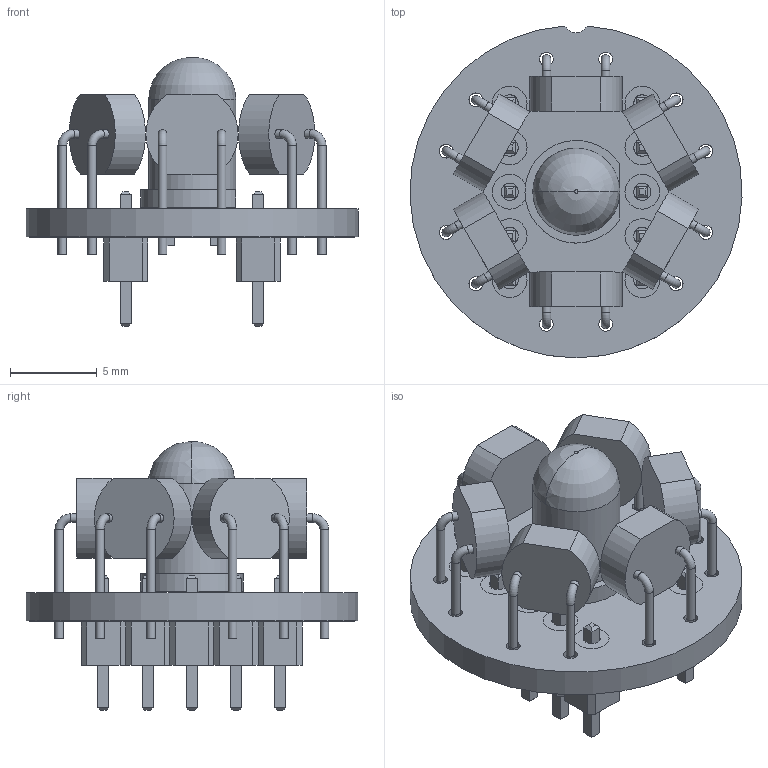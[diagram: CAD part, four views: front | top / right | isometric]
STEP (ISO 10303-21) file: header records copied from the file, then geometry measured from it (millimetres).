
FILE_DESCRIPTION(('FreeCAD Model'),'2;1');
FILE_NAME('#200-000-A - Photomodule [LDRs].step','2019-12-29T12:03:13',('kkk'),(''), 'Open CASCADE STEP processor 7.3','FreeCAD','Unknown');
FILE_SCHEMA(('AUTOMOTIVE_DESIGN { 1 0 10303 214 1 1 1 1 }'));
Length unit declared in the file: millimetre
Products named in the file (74): #200-000-A_-_Photomodule_[LDRs]; _210_000_A___Photomodule__LDRs__cp072; _210_000_A___Photomodule__LDRs__cp; _210_000_A___Photomodule__LDRs__cp001; _210_000_A___Photomodule__LDRs__cp002; _210_000_A___Photomodule__LDRs__cp003; _210_000_A___Photomodule__LDRs__cp004; _210_000_A___Photomodule__LDRs__cp005; _210_000_A___Photomodule__LDRs__cp006; _210_000_A___Photomodule__LDRs__cp007; _210_000_A___Photomodule__LDRs__cp008; _210_000_A___Photomodule__LDRs__cp009; _210_000_A___Photomodule__LDRs__cp010; _210_000_A___Photomodule__LDRs__cp011; _210_000_A___Photomodule__LDRs__cp012; _210_000_A___Photomodule__LDRs__cp013; _210_000_A___Photomodule__LDRs__cp014; _210_000_A___Photomodule__LDRs__cp015; _210_000_A___Photomodule__LDRs__cp016; _210_000_A___Photomodule__LDRs__cp017; _210_000_A___Photomodule__LDRs__cp018; _210_000_A___Photomodule__LDRs__cp019; _210_000_A___Photomodule__LDRs__cp020; _210_000_A___Photomodule__LDRs__cp021; _210_000_A___Photomodule__LDRs__cp022; _210_000_A___Photomodule__LDRs__cp023; _210_000_A___Photomodule__LDRs__cp024; _210_000_A___Photomodule__LDRs__cp025; _210_000_A___Photomodule__LDRs__cp026; _210_000_A___Photomodule__LDRs__cp027; _210_000_A___Photomodule__LDRs__cp028; _210_000_A___Photomodule__LDRs__cp029; _210_000_A___Photomodule__LDRs__cp030; _210_000_A___Photomodule__LDRs__cp031; _210_000_A___Photomodule__LDRs__cp032; _210_000_A___Photomodule__LDRs__cp033; _210_000_A___Photomodule__LDRs__cp034; _210_000_A___Photomodule__LDRs__cp035; _210_000_A___Photomodule__LDRs__cp036; _210_000_A___Photomodule__LDRs__cp037 ...
Assembly tree (73 placements, depth 3):
  #200-000-A_-_Photomodule_[LDRs]
    _210_000_A___Photomodule__LDRs__cp072
      _210_000_A___Photomodule__LDRs__cp
      _210_000_A___Photomodule__LDRs__cp001
      _210_000_A___Photomodule__LDRs__cp002
      _210_000_A___Photomodule__LDRs__cp003
      _210_000_A___Photomodule__LDRs__cp004
      _210_000_A___Photomodule__LDRs__cp005
      _210_000_A___Photomodule__LDRs__cp006
      _210_000_A___Photomodule__LDRs__cp007
      _210_000_A___Photomodule__LDRs__cp008
      _210_000_A___Photomodule__LDRs__cp009
      _210_000_A___Photomodule__LDRs__cp010
      _210_000_A___Photomodule__LDRs__cp011
      _210_000_A___Photomodule__LDRs__cp012
      _210_000_A___Photomodule__LDRs__cp013
      _210_000_A___Photomodule__LDRs__cp014
      _210_000_A___Photomodule__LDRs__cp015
      _210_000_A___Photomodule__LDRs__cp016
      _210_000_A___Photomodule__LDRs__cp017
      _210_000_A___Photomodule__LDRs__cp018
      _210_000_A___Photomodule__LDRs__cp019
      _210_000_A___Photomodule__LDRs__cp020
      _210_000_A___Photomodule__LDRs__cp021
      _210_000_A___Photomodule__LDRs__cp022
      _210_000_A___Photomodule__LDRs__cp023
      _210_000_A___Photomodule__LDRs__cp024
      _210_000_A___Photomodule__LDRs__cp025
      _210_000_A___Photomodule__LDRs__cp026
      _210_000_A___Photomodule__LDRs__cp027
      _210_000_A___Photomodule__LDRs__cp028
      _210_000_A___Photomodule__LDRs__cp029
      _210_000_A___Photomodule__LDRs__cp030
      _210_000_A___Photomodule__LDRs__cp031
      _210_000_A___Photomodule__LDRs__cp032
      _210_000_A___Photomodule__LDRs__cp033
      _210_000_A___Photomodule__LDRs__cp034
      _210_000_A___Photomodule__LDRs__cp035
      _210_000_A___Photomodule__LDRs__cp036
      _210_000_A___Photomodule__LDRs__cp037
      _210_000_A___Photomodule__LDRs__cp038
      _210_000_A___Photomodule__LDRs__cp039
      _210_000_A___Photomodule__LDRs__cp040
      _210_000_A___Photomodule__LDRs__cp041
      _210_000_A___Photomodule__LDRs__cp042
      _210_000_A___Photomodule__LDRs__cp043
      _210_000_A___Photomodule__LDRs__cp044
      _210_000_A___Photomodule__LDRs__cp045
      _210_000_A___Photomodule__LDRs__cp046
      _210_000_A___Photomodule__LDRs__cp047
      _210_000_A___Photomodule__LDRs__cp048
      _210_000_A___Photomodule__LDRs__cp049
      _210_000_A___Photomodule__LDRs__cp050
      _210_000_A___Photomodule__LDRs__cp051
      _210_000_A___Photomodule__LDRs__cp052
      _210_000_A___Photomodule__LDRs__cp053
      _210_000_A___Photomodule__LDRs__cp054
      _210_000_A___Photomodule__LDRs__cp055
      _210_000_A___Photomodule__LDRs__cp056
      _210_000_A___Photomodule__LDRs__cp057
Bounding box: 19.08 x 19.07 x 15.45 mm (x, y, z)
Volume: 1188.1 mm3; surface area: 2668.5 mm2
Topology: 26 solids, 72 shells, 707 faces, 4294 edges, 3737 vertices
Faces by surface type: plane 605, cylinder 80, torus 20, revolution 2
Full cylindrical faces by diameter (mm): 0.5 x36, 0.8 x12, 1 x12
Entity records: 47464 total; most frequent: CARTESIAN_POINT 8922, DIRECTION 6034, ORIENTED_EDGE 5779, EDGE_CURVE 4294, LINE 4108, VECTOR 4108, VERTEX_POINT 3737, AXIS2_PLACEMENT_3D 962
